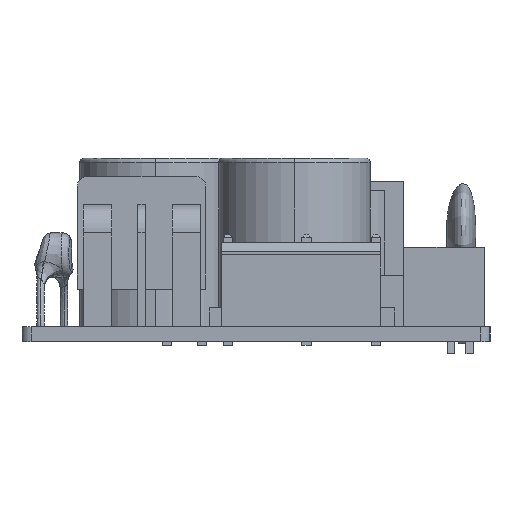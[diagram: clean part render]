
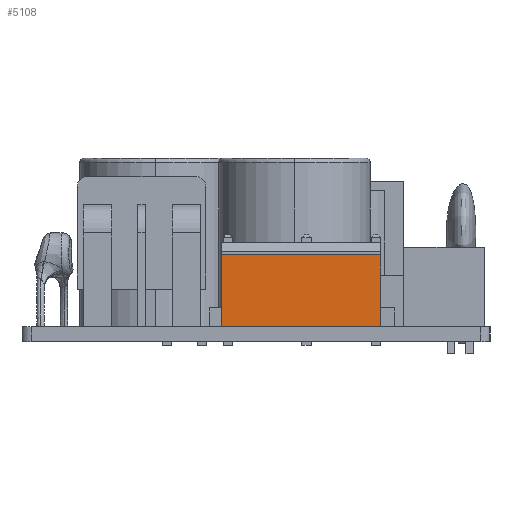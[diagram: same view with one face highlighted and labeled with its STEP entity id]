
A CAD part, left-side view. The second image highlights one B-rep face of the part: STEP entity #5108.
In plain terms, the highlighted face is planar.
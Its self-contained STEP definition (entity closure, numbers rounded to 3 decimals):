
#3683=DIRECTION('',(1.,0.,0.));
#3684=VECTOR('',#3683,17.);
#3685=CARTESIAN_POINT('',(-10.3,0.,-3.41));
#3686=LINE('',#3685,#3684);
#4083=DIRECTION('',(0.,-1.,0.));
#4084=VECTOR('',#4083,7.66);
#4085=CARTESIAN_POINT('',(6.7,7.66,-3.41));
#4086=LINE('',#4085,#4084);
#4087=DIRECTION('',(1.,0.,0.));
#4088=VECTOR('',#4087,17.);
#4089=CARTESIAN_POINT('',(-10.3,7.66,-3.41));
#4090=LINE('',#4089,#4088);
#4091=DIRECTION('',(0.,-1.,0.));
#4092=VECTOR('',#4091,7.66);
#4093=CARTESIAN_POINT('',(-10.3,7.66,-3.41));
#4094=LINE('',#4093,#4092);
#4291=CARTESIAN_POINT('',(6.7,0.,-3.41));
#4293=VERTEX_POINT('',#4291);
#4301=CARTESIAN_POINT('',(-10.3,0.,-3.41));
#4302=VERTEX_POINT('',#4301);
#4327=CARTESIAN_POINT('',(6.7,7.66,-3.41));
#4328=VERTEX_POINT('',#4327);
#4329=CARTESIAN_POINT('',(-10.3,7.66,-3.41));
#4330=VERTEX_POINT('',#4329);
#5096=CARTESIAN_POINT('',(-14.412,7.66,-3.41));
#5097=DIRECTION('',(0.,0.,1.));
#5098=DIRECTION('',(0.,-1.,0.));
#5099=AXIS2_PLACEMENT_3D('',#5096,#5097,#5098);
#5100=PLANE('',#5099);
#5101=ORIENTED_EDGE('',*,*,#5055,.F.);
#5103=ORIENTED_EDGE('',*,*,#5102,.F.);
#5104=ORIENTED_EDGE('',*,*,#5080,.T.);
#5105=ORIENTED_EDGE('',*,*,#4338,.T.);
#5106=EDGE_LOOP('',(#5101,#5103,#5104,#5105));
#5107=FACE_OUTER_BOUND('',#5106,.F.);
#4338=EDGE_CURVE('',#4302,#4293,#3686,.T.);
#5055=EDGE_CURVE('',#4328,#4293,#4086,.T.);
#5080=EDGE_CURVE('',#4330,#4302,#4094,.T.);
#5102=EDGE_CURVE('',#4330,#4328,#4090,.T.);
#5108=ADVANCED_FACE('',(#5107),#5100,.F.);
